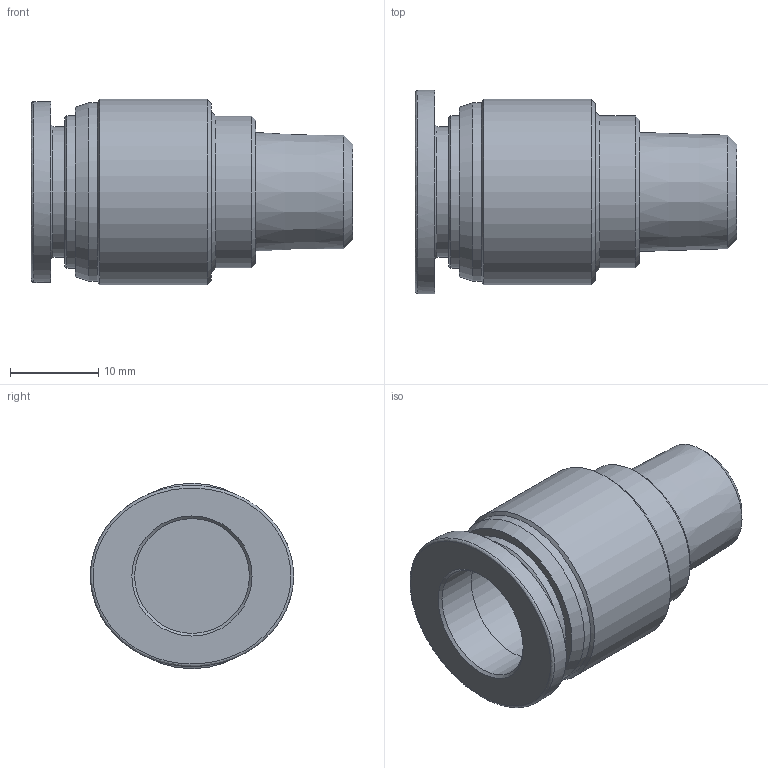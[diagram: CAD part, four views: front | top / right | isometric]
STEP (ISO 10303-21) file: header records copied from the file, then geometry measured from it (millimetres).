
FILE_DESCRIPTION((''),'2;1');
FILE_NAME('POC 1_2-N02U.stp','2016-10-17T14:20:37',('Administrator'),(''),'Autodesk Inventor 2013','Autodesk Inventor 2013','');
FILE_SCHEMA(('CONFIG_CONTROL_DESIGN'));
Length unit declared in the file: millimetre
Products named in the file (3): POC 1_2-N02U; NOC 1_2-NPT1_4 BODY; SLEEVE N1_2C
Assembly tree (2 placements, depth 2):
  POC 1_2-N02U
    NOC 1_2-NPT1_4 BODY
    SLEEVE N1_2C
Bounding box: 36.4 x 23 x 21 mm (x, y, z)
Volume: 6128.7 mm3; surface area: 4113.6 mm2
Topology: 2 solids, 2 shells, 28 faces, 47 edges, 28 vertices
Faces by surface type: cone 10, plane 9, cylinder 7, bspline 2
Full cylindrical faces by diameter (mm): 13 x2, 14.8 x1, 17.2 x1, 17.3 x1, 20.2 x1, 21 x1
Entity records: 752 total; most frequent: CARTESIAN_POINT 207, DIRECTION 114, AXIS2_PLACEMENT_3D 57, ORIENTED_EDGE 56, EDGE_LOOP 53, EDGE_CURVE 28, FACE_OUTER_BOUND 28, ADVANCED_FACE 28
